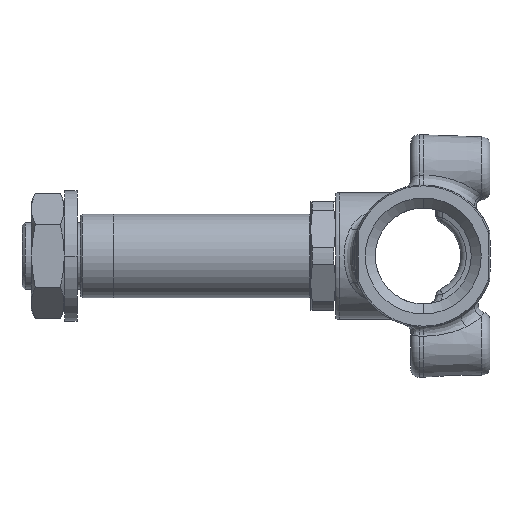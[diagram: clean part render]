
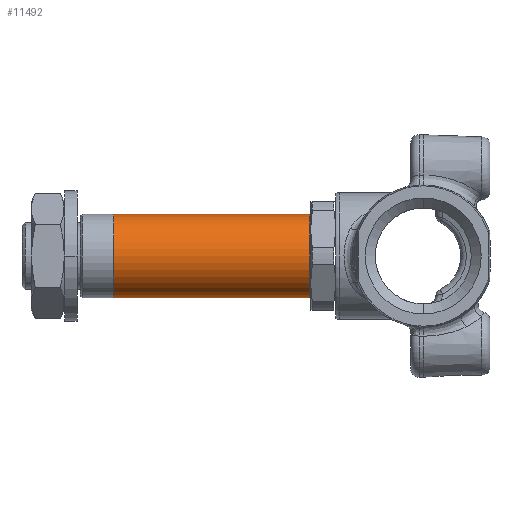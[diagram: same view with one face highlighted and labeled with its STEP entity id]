
A CAD part, left-side view. The second image highlights one B-rep face of the part: STEP entity #11492.
In plain terms, the highlighted cylindrical face has radius 5 mm (diameter 10 mm), a partial arc.
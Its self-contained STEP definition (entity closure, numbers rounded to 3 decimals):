
#47 = AXIS2_PLACEMENT_3D ( 'NONE', #16984, #10166, #2058 ) ;
#94 = DIRECTION ( 'NONE',  ( 0., 0., -1. ) ) ;
#141 = DIRECTION ( 'NONE',  ( 0., -1., 0. ) ) ;
#872 = EDGE_CURVE ( 'NONE', #12345, #12998, #8905, .T. ) ;
#1624 = FACE_OUTER_BOUND ( 'NONE', #10956, .T. ) ;
#2037 = VECTOR ( 'NONE', #12248, 1000. ) ;
#2058 = DIRECTION ( 'NONE',  ( 0., 0., -1. ) ) ;
#3554 = CARTESIAN_POINT ( 'NONE',  ( 0., -20.739, -5. ) ) ;
#4097 = ORIENTED_EDGE ( 'NONE', *, *, #16723, .T. ) ;
#4368 = CARTESIAN_POINT ( 'NONE',  ( 0., 24., 5. ) ) ;
#4447 = ORIENTED_EDGE ( 'NONE', *, *, #872, .T. ) ;
#4566 = DIRECTION ( 'NONE',  ( 0., 1., 0. ) ) ;
#4918 = DIRECTION ( 'NONE',  ( 0., -1., 0. ) ) ;
#5096 = VERTEX_POINT ( 'NONE', #13430 ) ;
#6699 = CARTESIAN_POINT ( 'NONE',  ( 0., -20.739, 5. ) ) ;
#8063 = LINE ( 'NONE', #3554, #14912 ) ;
#8253 = CARTESIAN_POINT ( 'NONE',  ( 0., 24., 0. ) ) ;
#8381 = EDGE_CURVE ( 'NONE', #9028, #12998, #12945, .T. ) ;
#8905 = CIRCLE ( 'NONE', #14068, 5. ) ;
#9028 = VERTEX_POINT ( 'NONE', #4368 ) ;
#9586 = CIRCLE ( 'NONE', #10107, 5. ) ;
#9657 = DIRECTION ( 'NONE',  ( 0., 0., 1. ) ) ;
#10107 = AXIS2_PLACEMENT_3D ( 'NONE', #8253, #141, #9657 ) ;
#10166 = DIRECTION ( 'NONE',  ( 0., -1., 0. ) ) ;
#10366 = CARTESIAN_POINT ( 'NONE',  ( 0., 0.5, -5. ) ) ;
#10644 = EDGE_CURVE ( 'NONE', #9028, #5096, #9586, .T. ) ;
#10956 = EDGE_LOOP ( 'NONE', ( #14433, #15243, #4097, #4447 ) ) ;
#11492 = ADVANCED_FACE ( 'NONE', ( #1624 ), #17653, .T. ) ;
#12248 = DIRECTION ( 'NONE',  ( 0., -1., 0. ) ) ;
#12345 = VERTEX_POINT ( 'NONE', #10366 ) ;
#12622 = CARTESIAN_POINT ( 'NONE',  ( 0., 0.5, 5. ) ) ;
#12945 = LINE ( 'NONE', #6699, #2037 ) ;
#12998 = VERTEX_POINT ( 'NONE', #12622 ) ;
#13430 = CARTESIAN_POINT ( 'NONE',  ( 0., 24., -5. ) ) ;
#14068 = AXIS2_PLACEMENT_3D ( 'NONE', #16111, #4566, #94 ) ;
#14433 = ORIENTED_EDGE ( 'NONE', *, *, #8381, .F. ) ;
#14912 = VECTOR ( 'NONE', #4918, 1000. ) ;
#15243 = ORIENTED_EDGE ( 'NONE', *, *, #10644, .T. ) ;
#16111 = CARTESIAN_POINT ( 'NONE',  ( 0., 0.5, 0. ) ) ;
#16723 = EDGE_CURVE ( 'NONE', #5096, #12345, #8063, .T. ) ;
#16984 = CARTESIAN_POINT ( 'NONE',  ( 0., -20.739, 0. ) ) ;
#17653 = CYLINDRICAL_SURFACE ( 'NONE', #47, 5. ) ;
